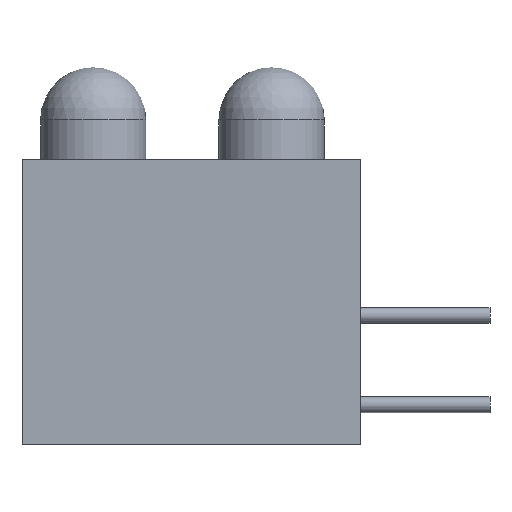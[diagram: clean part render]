
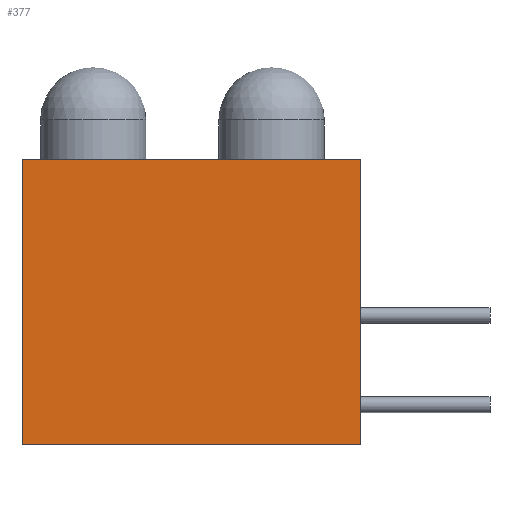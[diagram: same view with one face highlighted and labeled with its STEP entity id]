
A CAD part, left-side view. The second image highlights one B-rep face of the part: STEP entity #377.
In plain terms, the highlighted planar face has unit normal (-1, 0, 0).
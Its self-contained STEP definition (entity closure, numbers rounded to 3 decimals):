
#59=FACE_OUTER_BOUND('',#88,.T.);
#88=EDGE_LOOP('',(#302,#303,#304,#305));
#121=LINE('',#612,#154);
#126=LINE('',#621,#159);
#130=LINE('',#630,#163);
#133=LINE('',#635,#166);
#154=VECTOR('',#485,10.);
#159=VECTOR('',#492,10.);
#163=VECTOR('',#500,10.);
#166=VECTOR('',#507,10.);
#183=VERTEX_POINT('',#609);
#184=VERTEX_POINT('',#611);
#187=VERTEX_POINT('',#619);
#190=VERTEX_POINT('',#629);
#219=EDGE_CURVE('',#184,#183,#121,.T.);
#224=EDGE_CURVE('',#187,#183,#126,.T.);
#228=EDGE_CURVE('',#190,#184,#130,.T.);
#231=EDGE_CURVE('',#190,#187,#133,.T.);
#302=ORIENTED_EDGE('',*,*,#228,.T.);
#303=ORIENTED_EDGE('',*,*,#219,.T.);
#304=ORIENTED_EDGE('',*,*,#224,.F.);
#305=ORIENTED_EDGE('',*,*,#231,.F.);
#356=PLANE('',#426);
#377=ADVANCED_FACE('',(#59),#356,.T.);
#426=AXIS2_PLACEMENT_3D('',#636,#508,#509);
#485=DIRECTION('',(0.,0.,1.));
#492=DIRECTION('',(0.,-1.,0.));
#500=DIRECTION('',(0.,-1.,0.));
#507=DIRECTION('',(0.,0.,1.));
#508=DIRECTION('center_axis',(-1.,0.,0.));
#509=DIRECTION('ref_axis',(0.,-1.,0.));
#609=CARTESIAN_POINT('',(-2.16,0.,8.13));
#611=CARTESIAN_POINT('',(-2.16,0.,0.));
#612=CARTESIAN_POINT('',(-2.16,0.,0.));
#619=CARTESIAN_POINT('',(-2.16,9.65,8.13));
#621=CARTESIAN_POINT('',(-2.16,9.65,8.13));
#629=CARTESIAN_POINT('',(-2.16,9.65,0.));
#630=CARTESIAN_POINT('',(-2.16,9.65,0.));
#635=CARTESIAN_POINT('',(-2.16,9.65,0.));
#636=CARTESIAN_POINT('Origin',(-2.16,9.65,0.));
